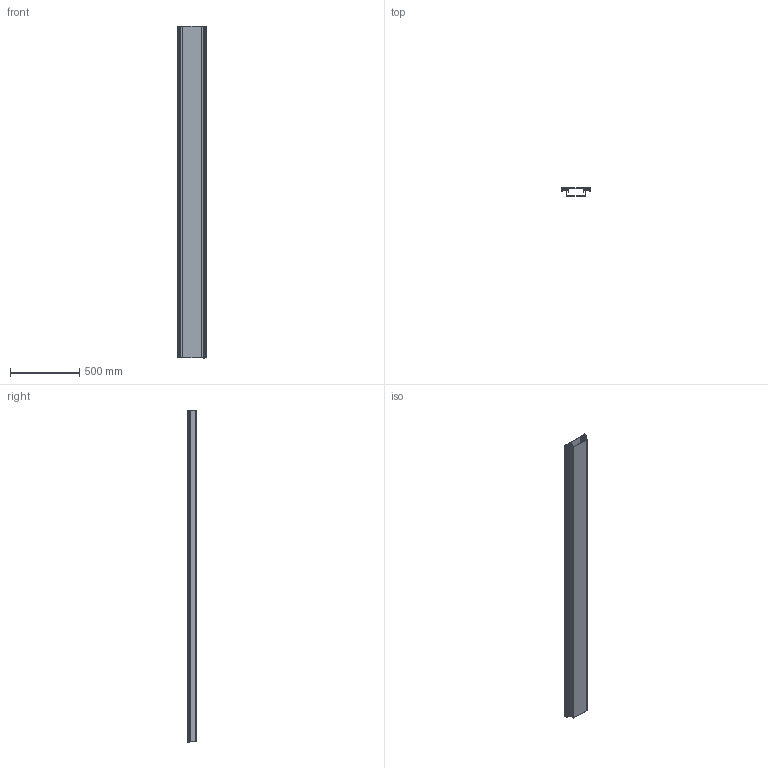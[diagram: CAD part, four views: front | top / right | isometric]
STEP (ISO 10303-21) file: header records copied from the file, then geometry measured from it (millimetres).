
FILE_DESCRIPTION((''),'2;1');
FILE_NAME('7424420_ASM','2016-01-22T',('AndreasKeweloh'),(''),'CREO PARAMETRIC BY PTC INC, 2015290','CREO PARAMETRIC BY PTC INC, 2015290','');
FILE_SCHEMA(('CONFIG_CONTROL_DESIGN'));
Length unit declared in the file: millimetre
Products named in the file (5): 43926B; 43422B; 32812B; 43423G; 7424420_ASM
Assembly tree (8 placements, depth 2):
  7424420_ASM
    43926B
    43422B  x3
    32812B  x2
    43423G  x2
Bounding box: 202.9 x 60 x 2400 mm (x, y, z)
Volume: 4201609.1 mm3; surface area: 4146921.2 mm2
Topology: 8 solids, 8 shells, 472 faces, 1316 edges, 860 vertices
Faces by surface type: plane 220, cylinder 216, cone 36
Entity records: 7643 total; most frequent: DIRECTION 1350, CARTESIAN_POINT 1329, ORIENTED_EDGE 1288, EDGE_CURVE 644, AXIS2_PLACEMENT_3D 463, VECTOR 424, LINE 424, VERTEX_POINT 420
